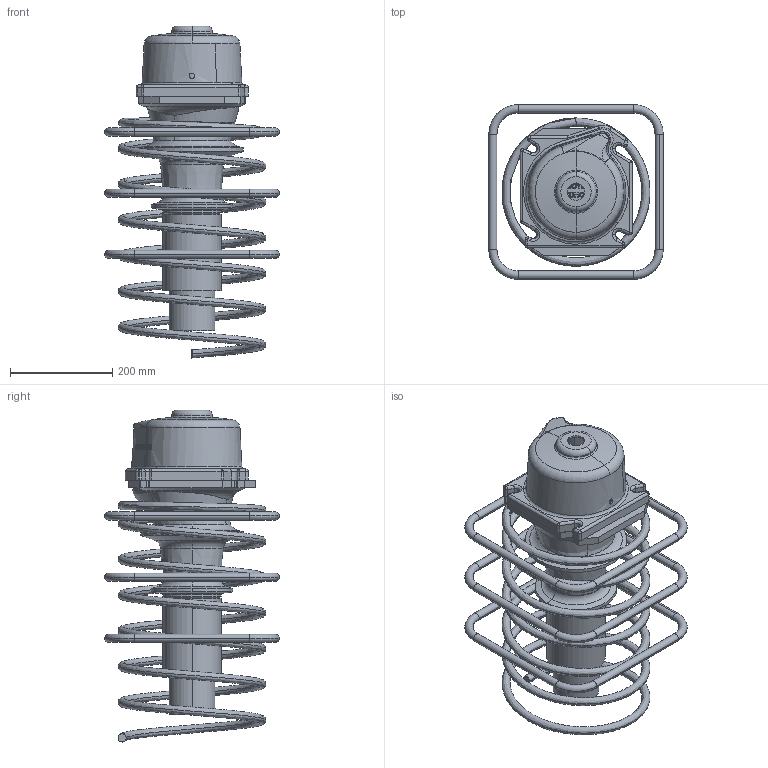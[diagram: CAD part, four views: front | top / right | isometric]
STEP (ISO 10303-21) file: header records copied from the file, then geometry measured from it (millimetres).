
FILE_DESCRIPTION (( 'STEP AP203' ), '1' );
FILE_NAME ('13c15 ANCHOR ASSEMBLY FOR CLIENTS - WITH CAP.STEP', '2018-02-23T04:06:04', ( '' ), ( '' ), 'SwSTEP 2.0', 'SolidWorks 2016', '' );
FILE_SCHEMA (( 'CONFIG_CONTROL_DESIGN' ));
Length unit declared in the file: millimetre
Products named in the file (1): 13c15 ANCHOR ASSEMBLY FOR CLIENTS - WITH CAP
Bounding box: 342 x 342 x 650.6 mm (x, y, z)
Volume: 10584378.8 mm3; surface area: 1076072.5 mm2
Topology: 6 solids, 7 shells, 1116 faces, 2976 edges, 1923 vertices
Faces by surface type: bspline 594, plane 292, cylinder 109, torus 69, cone 37, sphere 15
Entity records: 91516 total; most frequent: CARTESIAN_POINT 68188, ORIENTED_EDGE 5932, EDGE_CURVE 2966, DIRECTION 2882, VERTEX_POINT 1920, B_SPLINE_CURVE_WITH_KNOTS 1464, EDGE_LOOP 1186, LINE 1130
